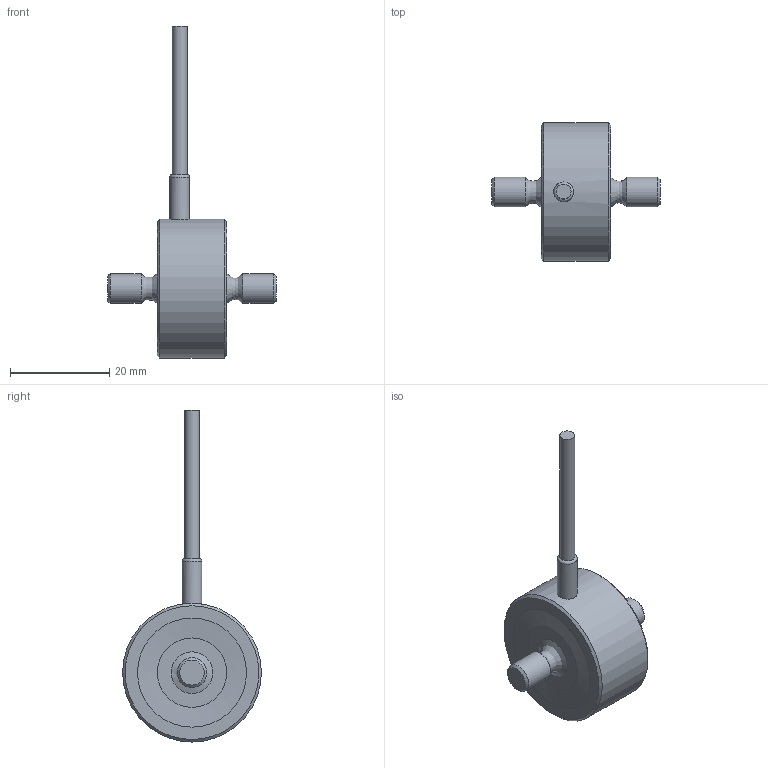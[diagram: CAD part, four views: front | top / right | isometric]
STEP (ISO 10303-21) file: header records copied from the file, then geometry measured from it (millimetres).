
FILE_DESCRIPTION((''),'2;1');
FILE_NAME('EMS20-0,1-0,2-0,5 - model.stp','2018-01-23T15:42:51',('PC'),(''),'Autodesk Inventor 2010','Autodesk Inventor 2010','');
FILE_SCHEMA(('AUTOMOTIVE_DESIGN { 1 0 10303 214 1 1 1 1 }'));
Length unit declared in the file: millimetre
Products named in the file (1): EMS20-0,1-0,2-0,5 - model
Bounding box: 34 x 28 x 67 mm (x, y, z)
Volume: 9258.2 mm3; surface area: 3191.1 mm2
Topology: 1 solids, 1 shells, 25 faces, 46 edges, 29 vertices
Faces by surface type: plane 7, bspline 6, cone 6, cylinder 5, torus 1
Full cylindrical faces by diameter (mm): 3 x1, 4 x1, 6 x2, 28 x1
Entity records: 788 total; most frequent: CARTESIAN_POINT 373, DIRECTION 82, ORIENTED_EDGE 48, EDGE_LOOP 48, AXIS2_PLACEMENT_3D 41, FACE_OUTER_BOUND 25, ADVANCED_FACE 25, VERTEX_POINT 24
